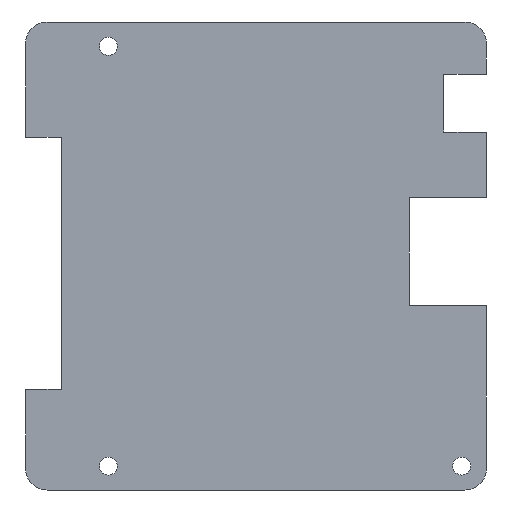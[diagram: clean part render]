
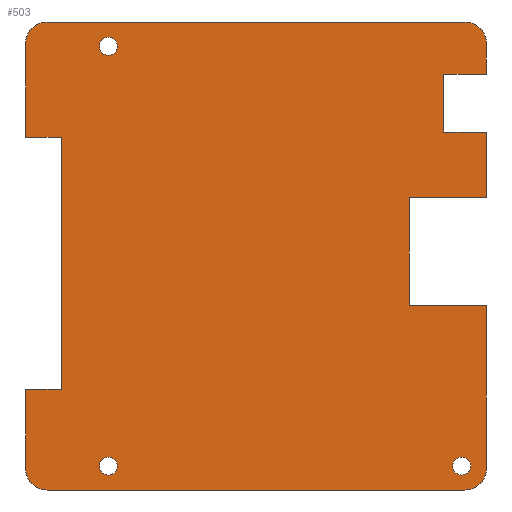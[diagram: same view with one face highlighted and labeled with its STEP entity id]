
A CAD part, front view. The second image highlights one B-rep face of the part: STEP entity #503.
In plain terms, the highlighted planar face has unit normal (0, -1, 0).
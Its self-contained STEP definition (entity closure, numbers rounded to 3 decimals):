
#18=FACE_BOUND('',#92,.T.);
#19=FACE_BOUND('',#93,.T.);
#20=FACE_BOUND('',#94,.T.);
#38=PLANE('',#556);
#63=FACE_OUTER_BOUND('',#91,.T.);
#91=EDGE_LOOP('',(#449,#450,#451,#452,#453,#454,#455,#456,#457,#458,#459,
#460,#461,#462,#463,#464,#465,#466,#467,#468));
#92=EDGE_LOOP('',(#469));
#93=EDGE_LOOP('',(#470));
#94=EDGE_LOOP('',(#471));
#98=LINE('',#714,#153);
#103=LINE('',#728,#158);
#107=LINE('',#740,#162);
#110=LINE('',#746,#165);
#113=LINE('',#752,#168);
#116=LINE('',#758,#171);
#119=LINE('',#764,#174);
#123=LINE('',#776,#178);
#127=LINE('',#788,#182);
#130=LINE('',#794,#185);
#133=LINE('',#800,#188);
#136=LINE('',#806,#191);
#139=LINE('',#812,#194);
#142=LINE('',#818,#197);
#145=LINE('',#824,#200);
#148=LINE('',#829,#203);
#153=VECTOR('',#582,10.);
#158=VECTOR('',#595,10.);
#162=VECTOR('',#607,10.);
#165=VECTOR('',#612,10.);
#168=VECTOR('',#617,10.);
#171=VECTOR('',#622,10.);
#174=VECTOR('',#627,10.);
#178=VECTOR('',#639,10.);
#182=VECTOR('',#651,10.);
#185=VECTOR('',#656,10.);
#188=VECTOR('',#661,10.);
#191=VECTOR('',#666,10.);
#194=VECTOR('',#671,10.);
#197=VECTOR('',#676,10.);
#200=VECTOR('',#681,10.);
#203=VECTOR('',#686,10.);
#206=CIRCLE('',#520,0.331);
#208=CIRCLE('',#523,0.331);
#210=CIRCLE('',#526,0.331);
#211=CIRCLE('',#529,0.794);
#213=CIRCLE('',#533,0.794);
#215=CIRCLE('',#541,0.794);
#217=CIRCLE('',#545,0.794);
#220=VERTEX_POINT('',#696);
#222=VERTEX_POINT('',#702);
#224=VERTEX_POINT('',#708);
#225=VERTEX_POINT('',#712);
#226=VERTEX_POINT('',#713);
#229=VERTEX_POINT('',#721);
#231=VERTEX_POINT('',#727);
#233=VERTEX_POINT('',#733);
#235=VERTEX_POINT('',#739);
#237=VERTEX_POINT('',#745);
#239=VERTEX_POINT('',#751);
#241=VERTEX_POINT('',#757);
#243=VERTEX_POINT('',#763);
#245=VERTEX_POINT('',#769);
#247=VERTEX_POINT('',#775);
#249=VERTEX_POINT('',#781);
#251=VERTEX_POINT('',#787);
#253=VERTEX_POINT('',#793);
#255=VERTEX_POINT('',#799);
#257=VERTEX_POINT('',#805);
#259=VERTEX_POINT('',#811);
#261=VERTEX_POINT('',#817);
#263=VERTEX_POINT('',#823);
#267=EDGE_CURVE('',#220,#220,#206,.T.);
#270=EDGE_CURVE('',#222,#222,#208,.T.);
#273=EDGE_CURVE('',#224,#224,#210,.T.);
#274=EDGE_CURVE('',#225,#226,#98,.T.);
#278=EDGE_CURVE('',#226,#229,#211,.T.);
#281=EDGE_CURVE('',#229,#231,#103,.T.);
#284=EDGE_CURVE('',#231,#233,#213,.T.);
#287=EDGE_CURVE('',#233,#235,#107,.T.);
#290=EDGE_CURVE('',#237,#235,#110,.T.);
#293=EDGE_CURVE('',#239,#237,#113,.T.);
#296=EDGE_CURVE('',#241,#239,#116,.T.);
#299=EDGE_CURVE('',#241,#243,#119,.T.);
#302=EDGE_CURVE('',#243,#245,#215,.T.);
#305=EDGE_CURVE('',#245,#247,#123,.T.);
#308=EDGE_CURVE('',#247,#249,#217,.T.);
#311=EDGE_CURVE('',#249,#251,#127,.T.);
#314=EDGE_CURVE('',#253,#251,#130,.T.);
#317=EDGE_CURVE('',#255,#253,#133,.T.);
#320=EDGE_CURVE('',#257,#255,#136,.T.);
#323=EDGE_CURVE('',#257,#259,#139,.T.);
#326=EDGE_CURVE('',#261,#259,#142,.T.);
#329=EDGE_CURVE('',#263,#261,#145,.T.);
#332=EDGE_CURVE('',#225,#263,#148,.T.);
#449=ORIENTED_EDGE('',*,*,#332,.F.);
#450=ORIENTED_EDGE('',*,*,#274,.T.);
#451=ORIENTED_EDGE('',*,*,#278,.T.);
#452=ORIENTED_EDGE('',*,*,#281,.T.);
#453=ORIENTED_EDGE('',*,*,#284,.T.);
#454=ORIENTED_EDGE('',*,*,#287,.T.);
#455=ORIENTED_EDGE('',*,*,#290,.F.);
#456=ORIENTED_EDGE('',*,*,#293,.F.);
#457=ORIENTED_EDGE('',*,*,#296,.F.);
#458=ORIENTED_EDGE('',*,*,#299,.T.);
#459=ORIENTED_EDGE('',*,*,#302,.T.);
#460=ORIENTED_EDGE('',*,*,#305,.T.);
#461=ORIENTED_EDGE('',*,*,#308,.T.);
#462=ORIENTED_EDGE('',*,*,#311,.T.);
#463=ORIENTED_EDGE('',*,*,#314,.F.);
#464=ORIENTED_EDGE('',*,*,#317,.F.);
#465=ORIENTED_EDGE('',*,*,#320,.F.);
#466=ORIENTED_EDGE('',*,*,#323,.T.);
#467=ORIENTED_EDGE('',*,*,#326,.F.);
#468=ORIENTED_EDGE('',*,*,#329,.F.);
#469=ORIENTED_EDGE('',*,*,#273,.F.);
#470=ORIENTED_EDGE('',*,*,#270,.F.);
#471=ORIENTED_EDGE('',*,*,#267,.F.);
#503=ADVANCED_FACE('',(#63,#18,#19,#20),#38,.F.);
#520=AXIS2_PLACEMENT_3D('',#698,#564,#565);
#523=AXIS2_PLACEMENT_3D('',#704,#571,#572);
#526=AXIS2_PLACEMENT_3D('',#710,#578,#579);
#529=AXIS2_PLACEMENT_3D('',#722,#588,#589);
#533=AXIS2_PLACEMENT_3D('',#734,#600,#601);
#541=AXIS2_PLACEMENT_3D('',#770,#632,#633);
#545=AXIS2_PLACEMENT_3D('',#782,#644,#645);
#556=AXIS2_PLACEMENT_3D('',#832,#690,#691);
#564=DIRECTION('center_axis',(0.,-1.,0.));
#565=DIRECTION('ref_axis',(-1.,0.,0.));
#571=DIRECTION('center_axis',(0.,-1.,0.));
#572=DIRECTION('ref_axis',(-1.,0.,0.));
#578=DIRECTION('center_axis',(0.,-1.,0.));
#579=DIRECTION('ref_axis',(-1.,0.,0.));
#582=DIRECTION('',(0.,0.,1.));
#588=DIRECTION('center_axis',(0.,-1.,0.));
#589=DIRECTION('ref_axis',(1.,0.,0.));
#595=DIRECTION('',(-1.,0.,0.));
#600=DIRECTION('center_axis',(0.,-1.,0.));
#601=DIRECTION('ref_axis',(0.,0.,1.));
#607=DIRECTION('',(0.,0.,-1.));
#612=DIRECTION('',(-1.,0.,0.));
#617=DIRECTION('',(0.,0.,1.));
#622=DIRECTION('',(1.,0.,0.));
#627=DIRECTION('',(0.,0.,-1.));
#632=DIRECTION('center_axis',(0.,-1.,0.));
#633=DIRECTION('ref_axis',(-1.,0.,0.));
#639=DIRECTION('',(1.,0.,0.));
#644=DIRECTION('center_axis',(0.,-1.,0.));
#645=DIRECTION('ref_axis',(0.,0.,-1.));
#651=DIRECTION('',(0.,0.,1.));
#656=DIRECTION('',(1.,0.,0.));
#661=DIRECTION('',(0.,0.,-1.));
#666=DIRECTION('',(-1.,0.,0.));
#671=DIRECTION('',(0.,0.,1.));
#676=DIRECTION('',(1.,0.,0.));
#681=DIRECTION('',(0.,0.,-1.));
#686=DIRECTION('',(-1.,0.,0.));
#690=DIRECTION('center_axis',(0.,1.,0.));
#691=DIRECTION('ref_axis',(1.,0.,0.));
#696=CARTESIAN_POINT('',(23.107,0.,6.222));
#698=CARTESIAN_POINT('Origin',(22.777,0.,6.222));
#702=CARTESIAN_POINT('',(10.129,0.,21.651));
#704=CARTESIAN_POINT('Origin',(9.798,0.,21.651));
#708=CARTESIAN_POINT('',(10.129,0.,6.222));
#710=CARTESIAN_POINT('Origin',(9.798,0.,6.222));
#712=CARTESIAN_POINT('',(23.687,0.,20.617));
#713=CARTESIAN_POINT('',(23.687,0.,21.749));
#714=CARTESIAN_POINT('',(23.687,0.,6.139));
#721=CARTESIAN_POINT('',(22.893,0.,22.543));
#722=CARTESIAN_POINT('Origin',(22.893,0.,21.749));
#727=CARTESIAN_POINT('',(7.547,0.,22.543));
#728=CARTESIAN_POINT('',(22.893,0.,22.543));
#733=CARTESIAN_POINT('',(6.753,0.,21.749));
#734=CARTESIAN_POINT('Origin',(7.547,0.,21.749));
#739=CARTESIAN_POINT('',(6.753,0.,18.299));
#740=CARTESIAN_POINT('',(6.753,0.,21.749));
#745=CARTESIAN_POINT('',(8.063,0.,18.299));
#746=CARTESIAN_POINT('',(8.063,0.,18.299));
#751=CARTESIAN_POINT('',(8.063,0.,9.039));
#752=CARTESIAN_POINT('',(8.063,0.,9.039));
#757=CARTESIAN_POINT('',(6.753,0.,9.039));
#758=CARTESIAN_POINT('',(6.74,0.,9.039));
#763=CARTESIAN_POINT('',(6.753,0.,6.139));
#764=CARTESIAN_POINT('',(6.753,0.,21.749));
#769=CARTESIAN_POINT('',(7.547,0.,5.345));
#770=CARTESIAN_POINT('Origin',(7.547,0.,6.139));
#775=CARTESIAN_POINT('',(22.893,0.,5.345));
#776=CARTESIAN_POINT('',(7.547,0.,5.345));
#781=CARTESIAN_POINT('',(23.687,0.,6.139));
#782=CARTESIAN_POINT('Origin',(22.893,0.,6.139));
#787=CARTESIAN_POINT('',(23.687,0.,12.125));
#788=CARTESIAN_POINT('',(23.687,0.,6.139));
#793=CARTESIAN_POINT('',(20.853,0.,12.125));
#794=CARTESIAN_POINT('',(20.853,0.,12.125));
#799=CARTESIAN_POINT('',(20.853,0.,16.094));
#800=CARTESIAN_POINT('',(20.853,0.,16.094));
#805=CARTESIAN_POINT('',(23.687,0.,16.094));
#806=CARTESIAN_POINT('',(24.028,0.,16.094));
#811=CARTESIAN_POINT('',(23.687,0.,18.5));
#812=CARTESIAN_POINT('',(23.687,0.,6.139));
#817=CARTESIAN_POINT('',(22.121,0.,18.5));
#818=CARTESIAN_POINT('',(22.121,0.,18.5));
#823=CARTESIAN_POINT('',(22.121,0.,20.617));
#824=CARTESIAN_POINT('',(22.121,0.,20.617));
#829=CARTESIAN_POINT('',(23.973,0.,20.617));
#832=CARTESIAN_POINT('Origin',(15.22,0.,13.944));
